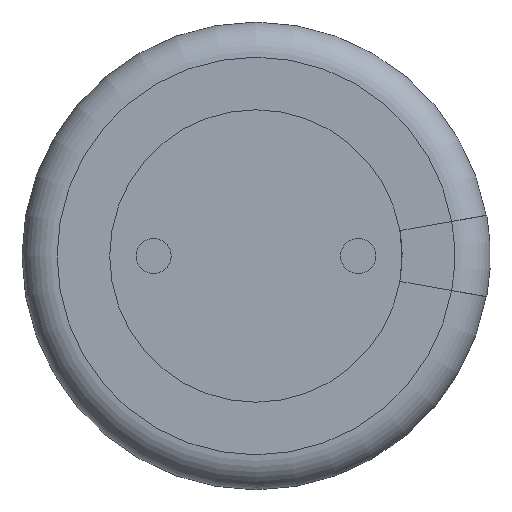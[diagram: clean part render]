
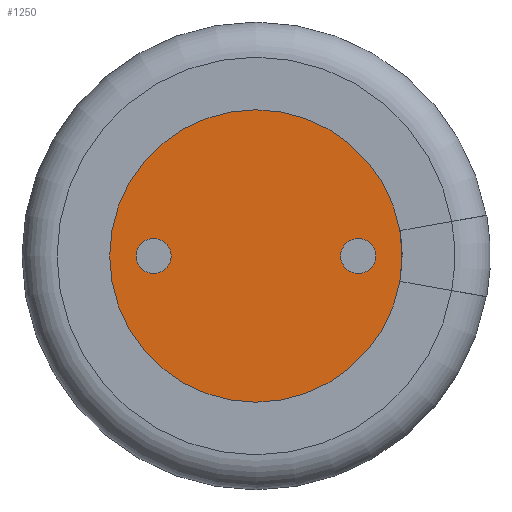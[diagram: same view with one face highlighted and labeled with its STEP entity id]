
A CAD part, front view. The second image highlights one B-rep face of the part: STEP entity #1250.
In plain terms, the highlighted planar face has unit normal (0, -1, 0).
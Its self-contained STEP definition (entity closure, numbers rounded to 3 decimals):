
#184=CARTESIAN_POINT('',(0.,0.2,0.));
#185=DIRECTION('',(0.,1.,0.));
#186=DIRECTION('',(1.,0.,0.));
#187=AXIS2_PLACEMENT_3D('',#184,#185,#186);
#192=CARTESIAN_POINT('',(0.,0.2,0.));
#193=DIRECTION('',(0.,1.,0.));
#194=DIRECTION('',(-1.,0.,0.));
#195=AXIS2_PLACEMENT_3D('',#192,#193,#194);
#200=CARTESIAN_POINT('',(1.75,0.2,0.));
#201=DIRECTION('',(0.,-1.,0.));
#202=DIRECTION('',(-1.,0.,0.));
#203=AXIS2_PLACEMENT_3D('',#200,#201,#202);
#208=CARTESIAN_POINT('',(1.75,0.2,0.));
#209=DIRECTION('',(0.,-1.,0.));
#210=DIRECTION('',(1.,0.,0.));
#211=AXIS2_PLACEMENT_3D('',#208,#209,#210);
#216=CARTESIAN_POINT('',(-1.75,0.2,0.));
#217=DIRECTION('',(0.,-1.,0.));
#218=DIRECTION('',(-1.,0.,0.));
#219=AXIS2_PLACEMENT_3D('',#216,#217,#218);
#224=CARTESIAN_POINT('',(-1.75,0.2,0.));
#225=DIRECTION('',(0.,-1.,0.));
#226=DIRECTION('',(1.,0.,0.));
#227=AXIS2_PLACEMENT_3D('',#224,#225,#226);
#954=CARTESIAN_POINT('',(2.5,0.2,0.));
#955=CARTESIAN_POINT('',(-2.5,0.2,0.));
#956=VERTEX_POINT('',#954);
#957=VERTEX_POINT('',#955);
#968=CARTESIAN_POINT('',(1.45,0.2,0.));
#969=CARTESIAN_POINT('',(2.05,0.2,0.));
#970=VERTEX_POINT('',#968);
#971=VERTEX_POINT('',#969);
#972=CARTESIAN_POINT('',(-2.05,0.2,0.));
#973=CARTESIAN_POINT('',(-1.45,0.2,0.));
#974=VERTEX_POINT('',#972);
#975=VERTEX_POINT('',#973);
#1229=CARTESIAN_POINT('',(0.,0.2,0.));
#1230=DIRECTION('',(0.,1.,0.));
#1231=DIRECTION('',(1.,0.,0.));
#1232=AXIS2_PLACEMENT_3D('',#1229,#1230,#1231);
#1233=PLANE('',#1232);
#1234=ORIENTED_EDGE('',*,*,#1196,.T.);
#1235=ORIENTED_EDGE('',*,*,#1215,.T.);
#1236=EDGE_LOOP('',(#1234,#1235));
#1237=FACE_OUTER_BOUND('',#1236,.F.);
#1239=ORIENTED_EDGE('',*,*,#1238,.T.);
#1241=ORIENTED_EDGE('',*,*,#1240,.T.);
#1242=EDGE_LOOP('',(#1239,#1241));
#1243=FACE_BOUND('',#1242,.F.);
#1245=ORIENTED_EDGE('',*,*,#1244,.T.);
#1247=ORIENTED_EDGE('',*,*,#1246,.T.);
#1248=EDGE_LOOP('',(#1245,#1247));
#1249=FACE_BOUND('',#1248,.F.);
#1250=ADVANCED_FACE('',(#1237,#1243,#1249),#1233,.F.);
#188=CIRCLE('',#187,2.5);
#196=CIRCLE('',#195,2.5);
#204=CIRCLE('',#203,0.3);
#212=CIRCLE('',#211,0.3);
#220=CIRCLE('',#219,0.3);
#228=CIRCLE('',#227,0.3);
#1196=EDGE_CURVE('',#956,#957,#188,.T.);
#1215=EDGE_CURVE('',#957,#956,#196,.T.);
#1238=EDGE_CURVE('',#970,#971,#204,.T.);
#1240=EDGE_CURVE('',#971,#970,#212,.T.);
#1244=EDGE_CURVE('',#974,#975,#220,.T.);
#1246=EDGE_CURVE('',#975,#974,#228,.T.);
